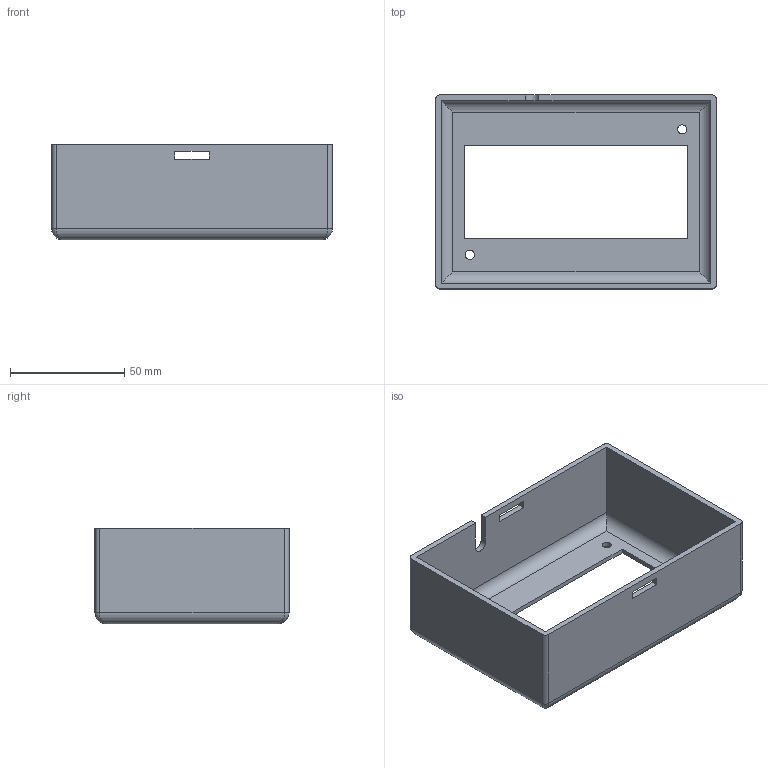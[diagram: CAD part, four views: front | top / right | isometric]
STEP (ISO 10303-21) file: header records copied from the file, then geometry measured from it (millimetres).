
FILE_DESCRIPTION( ( '' ), ' ' );
FILE_NAME( '5856fb7ff2c38c1059fd91d1.step', '2016-12-18T21:11:27', ( '' ), ( '' ), ' ', ' ', ' ' );
FILE_SCHEMA( ( 'AUTOMOTIVE_DESIGN { 1 0 10303 214 1 1 1 1 }' ) );
Length unit declared in the file: metre
Products named in the file (1): Part 1
Bounding box: 123 x 85 x 42 mm (x, y, z)
Volume: 52676 mm3; surface area: 44686.8 mm2
Topology: 1 solids, 1 shells, 44 faces, 114 edges, 68 vertices
Faces by surface type: plane 25, cylinder 15, bspline 4
Full cylindrical faces by diameter (mm): 4 x2
Entity records: 2226 total; most frequent: CARTESIAN_POINT 793, DIRECTION 216, ORIENTED_EDGE 216, EDGE_CURVE 108, LINE 82, VECTOR 82, VERTEX_POINT 68, AXIS2_PLACEMENT_3D 67
